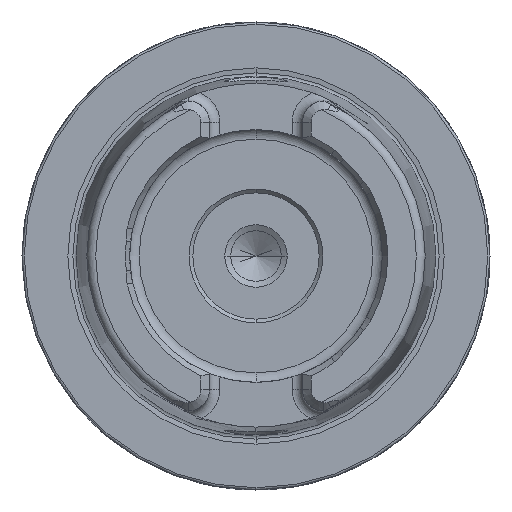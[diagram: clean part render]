
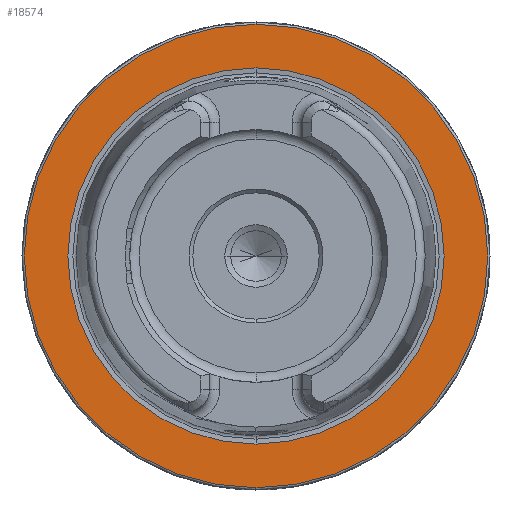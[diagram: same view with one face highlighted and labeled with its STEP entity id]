
A CAD part, left-side view. The second image highlights one B-rep face of the part: STEP entity #18574.
In plain terms, the highlighted planar face has unit normal (-1, 0, 0).
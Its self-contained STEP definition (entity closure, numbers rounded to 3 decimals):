
#1125 = VERTEX_POINT ( 'NONE', #8544 ) ;
#1217 = EDGE_CURVE ( 'NONE', #3777, #7412, #18713, .T. ) ;
#1539 = AXIS2_PLACEMENT_3D ( 'NONE', #3876, #28577, #10613 ) ;
#2614 = EDGE_LOOP ( 'NONE', ( #18176, #20925 ) ) ;
#3225 = DIRECTION ( 'NONE',  ( 0., 0., -1. ) ) ;
#3442 = AXIS2_PLACEMENT_3D ( 'NONE', #8981, #22927, #13792 ) ;
#3499 = DIRECTION ( 'NONE',  ( 1., 0., 0. ) ) ;
#3777 = VERTEX_POINT ( 'NONE', #25324 ) ;
#3876 = CARTESIAN_POINT ( 'NONE',  ( 0., 0., 0. ) ) ;
#4407 = ORIENTED_EDGE ( 'NONE', *, *, #11130, .F. ) ;
#4870 = DIRECTION ( 'NONE',  ( -1., 0., 0. ) ) ;
#5338 = CIRCLE ( 'NONE', #3442, 25.324 ) ;
#5697 = FACE_BOUND ( 'NONE', #18325, .T. ) ;
#6237 = CARTESIAN_POINT ( 'NONE',  ( 0., 0., -31.2 ) ) ;
#7312 = AXIS2_PLACEMENT_3D ( 'NONE', #27918, #3499, #3225 ) ;
#7412 = VERTEX_POINT ( 'NONE', #6237 ) ;
#8324 = AXIS2_PLACEMENT_3D ( 'NONE', #10313, #26048, #17182 ) ;
#8544 = CARTESIAN_POINT ( 'NONE',  ( 0., 0., 25.324 ) ) ;
#8981 = CARTESIAN_POINT ( 'NONE',  ( 0., 0., 0. ) ) ;
#9337 = ORIENTED_EDGE ( 'NONE', *, *, #28403, .F. ) ;
#10313 = CARTESIAN_POINT ( 'NONE',  ( 0., 0., 0. ) ) ;
#10613 = DIRECTION ( 'NONE',  ( 0., 0., 1. ) ) ;
#11130 = EDGE_CURVE ( 'NONE', #24665, #1125, #5338, .T. ) ;
#12912 = CARTESIAN_POINT ( 'NONE',  ( 0., 0., -25.324 ) ) ;
#13792 = DIRECTION ( 'NONE',  ( 0., 0., 1. ) ) ;
#14358 = DIRECTION ( 'NONE',  ( 0., 0., 1. ) ) ;
#14473 = AXIS2_PLACEMENT_3D ( 'NONE', #16138, #4870, #14358 ) ;
#16138 = CARTESIAN_POINT ( 'NONE',  ( 0., 0., 0. ) ) ;
#17182 = DIRECTION ( 'NONE',  ( 0., 0., 1. ) ) ;
#18176 = ORIENTED_EDGE ( 'NONE', *, *, #1217, .T. ) ;
#18325 = EDGE_LOOP ( 'NONE', ( #9337, #4407 ) ) ;
#18574 = ADVANCED_FACE ( 'NONE', ( #5697, #28060 ), #27638, .F. ) ;
#18713 = CIRCLE ( 'NONE', #14473, 31.2 ) ;
#19332 = CIRCLE ( 'NONE', #1539, 25.324 ) ;
#20925 = ORIENTED_EDGE ( 'NONE', *, *, #22284, .T. ) ;
#22284 = EDGE_CURVE ( 'NONE', #7412, #3777, #26627, .T. ) ;
#22927 = DIRECTION ( 'NONE',  ( -1., 0., 0. ) ) ;
#24665 = VERTEX_POINT ( 'NONE', #12912 ) ;
#25324 = CARTESIAN_POINT ( 'NONE',  ( 0., 0., 31.2 ) ) ;
#26048 = DIRECTION ( 'NONE',  ( -1., 0., 0. ) ) ;
#26627 = CIRCLE ( 'NONE', #8324, 31.2 ) ;
#27638 = PLANE ( 'NONE',  #7312 ) ;
#27918 = CARTESIAN_POINT ( 'NONE',  ( 0., 31.2, 0. ) ) ;
#28060 = FACE_OUTER_BOUND ( 'NONE', #2614, .T. ) ;
#28403 = EDGE_CURVE ( 'NONE', #1125, #24665, #19332, .T. ) ;
#28577 = DIRECTION ( 'NONE',  ( -1., 0., 0. ) ) ;
